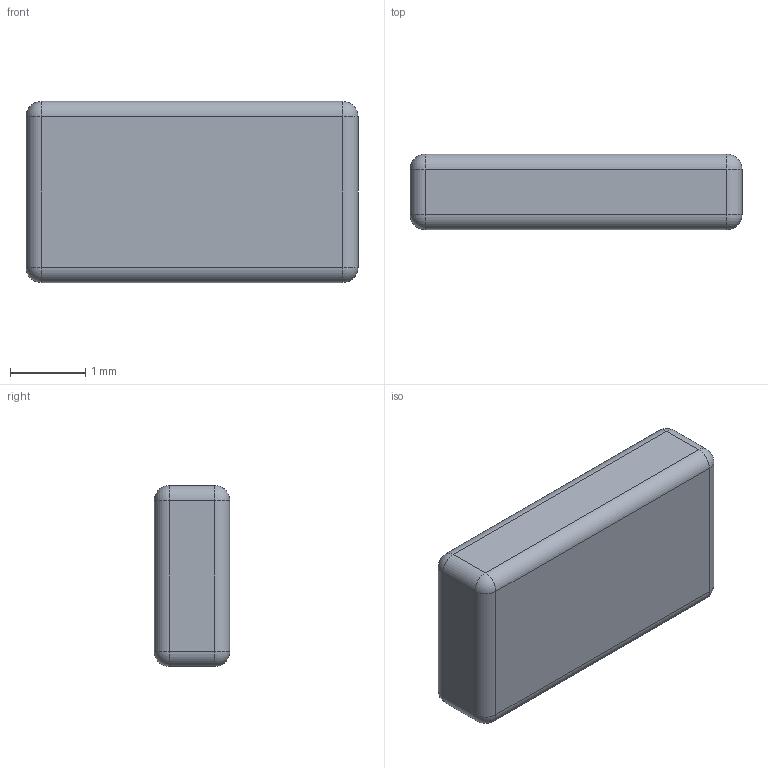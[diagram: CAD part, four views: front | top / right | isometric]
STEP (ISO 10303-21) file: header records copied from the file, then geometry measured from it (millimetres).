
FILE_DESCRIPTION (( 'STEP AP214' ), '1' );
FILE_NAME ('VL53L0X.STEP', '2018-05-23T03:17:19', ( '' ), ( '' ), 'SwSTEP 2.0', 'SolidWorks 2017', '' );
FILE_SCHEMA (( 'AUTOMOTIVE_DESIGN' ));
Length unit declared in the file: millimetre
Products named in the file (1): VL53L0X
Bounding box: 4.4 x 1 x 2.4 mm (x, y, z)
Volume: 10.2 mm3; surface area: 32.5 mm2
Topology: 1 solids, 1 shells, 36 faces, 76 edges, 36 vertices
Faces by surface type: cylinder 16, plane 8, sphere 8, torus 4
Entity records: 1318 total; most frequent: DIRECTION 182, CARTESIAN_POINT 141, ORIENTED_EDGE 136, AXIS2_PLACEMENT_3D 77, EDGE_CURVE 68, CIRCLE 40, UNCERTAINTY_MEASURE_WITH_UNIT 39, SURFACE_SIDE_STYLE 38
